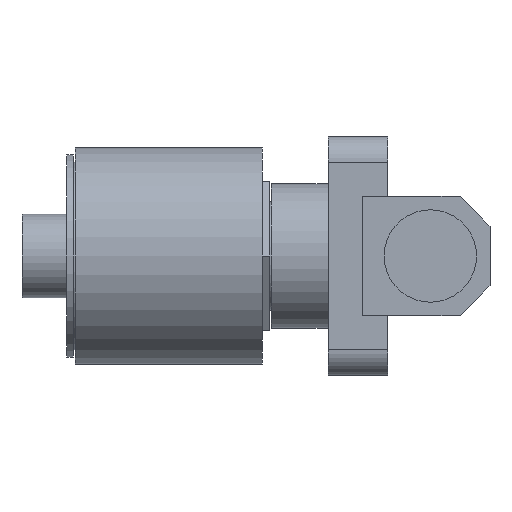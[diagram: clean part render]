
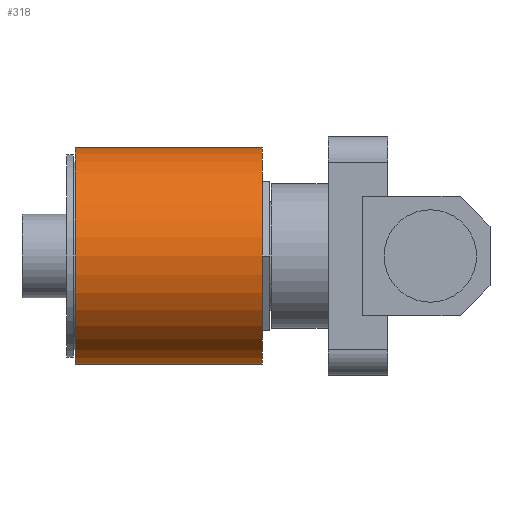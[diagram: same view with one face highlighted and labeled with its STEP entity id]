
A CAD part, left-side view. The second image highlights one B-rep face of the part: STEP entity #318.
In plain terms, the highlighted cylindrical face has radius 25.4 mm (diameter 50.8 mm), a partial arc.
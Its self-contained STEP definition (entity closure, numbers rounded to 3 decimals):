
#6 = CIRCLE ( 'NONE', #1023, 25.4 ) ;
#181 = LINE ( 'NONE', #1202, #765 ) ;
#268 = LINE ( 'NONE', #1151, #1475 ) ;
#285 = VERTEX_POINT ( 'NONE', #1402 ) ;
#318 = ADVANCED_FACE ( 'NONE', ( #503 ), #380, .T. ) ;
#357 = ORIENTED_EDGE ( 'NONE', *, *, #1104, .F. ) ;
#380 = CYLINDRICAL_SURFACE ( 'NONE', #1226, 25.4 ) ;
#409 = ORIENTED_EDGE ( 'NONE', *, *, #1338, .F. ) ;
#420 = AXIS2_PLACEMENT_3D ( 'NONE', #1139, #523, #982 ) ;
#423 = VERTEX_POINT ( 'NONE', #1032 ) ;
#425 = ORIENTED_EDGE ( 'NONE', *, *, #1152, .T. ) ;
#462 = VERTEX_POINT ( 'NONE', #843 ) ;
#463 = CARTESIAN_POINT ( 'NONE',  ( 0., 9.4, 25.4 ) ) ;
#479 = CARTESIAN_POINT ( 'NONE',  ( 0., 9.4, 0. ) ) ;
#503 = FACE_OUTER_BOUND ( 'NONE', #1507, .T. ) ;
#523 = DIRECTION ( 'NONE',  ( 0., 1., 0. ) ) ;
#532 = CARTESIAN_POINT ( 'NONE',  ( 0., 53.32, 0. ) ) ;
#613 = DIRECTION ( 'NONE',  ( 0., 1., 0. ) ) ;
#631 = VERTEX_POINT ( 'NONE', #463 ) ;
#666 = DIRECTION ( 'NONE',  ( 0., -1., 0. ) ) ;
#750 = ORIENTED_EDGE ( 'NONE', *, *, #1543, .T. ) ;
#765 = VECTOR ( 'NONE', #1900, 1000. ) ;
#834 = DIRECTION ( 'NONE',  ( 0., -1., 0. ) ) ;
#843 = CARTESIAN_POINT ( 'NONE',  ( 0., 53.32, -25.4 ) ) ;
#982 = DIRECTION ( 'NONE',  ( 0., 0., 1. ) ) ;
#1001 = CIRCLE ( 'NONE', #420, 25.4 ) ;
#1023 = AXIS2_PLACEMENT_3D ( 'NONE', #479, #613, #1071 ) ;
#1032 = CARTESIAN_POINT ( 'NONE',  ( 0., 9.4, -25.4 ) ) ;
#1071 = DIRECTION ( 'NONE',  ( 0., 0., 1. ) ) ;
#1104 = EDGE_CURVE ( 'NONE', #462, #285, #1001, .T. ) ;
#1117 = DIRECTION ( 'NONE',  ( 0., 0., -1. ) ) ;
#1139 = CARTESIAN_POINT ( 'NONE',  ( 0., 53.32, 0. ) ) ;
#1151 = CARTESIAN_POINT ( 'NONE',  ( 0., 53.32, -25.4 ) ) ;
#1152 = EDGE_CURVE ( 'NONE', #462, #423, #268, .T. ) ;
#1202 = CARTESIAN_POINT ( 'NONE',  ( 0., 53.32, 25.4 ) ) ;
#1226 = AXIS2_PLACEMENT_3D ( 'NONE', #532, #834, #1117 ) ;
#1338 = EDGE_CURVE ( 'NONE', #285, #631, #181, .T. ) ;
#1402 = CARTESIAN_POINT ( 'NONE',  ( 0., 53.32, 25.4 ) ) ;
#1475 = VECTOR ( 'NONE', #666, 1000. ) ;
#1507 = EDGE_LOOP ( 'NONE', ( #409, #357, #425, #750 ) ) ;
#1543 = EDGE_CURVE ( 'NONE', #423, #631, #6, .T. ) ;
#1900 = DIRECTION ( 'NONE',  ( 0., -1., 0. ) ) ;
